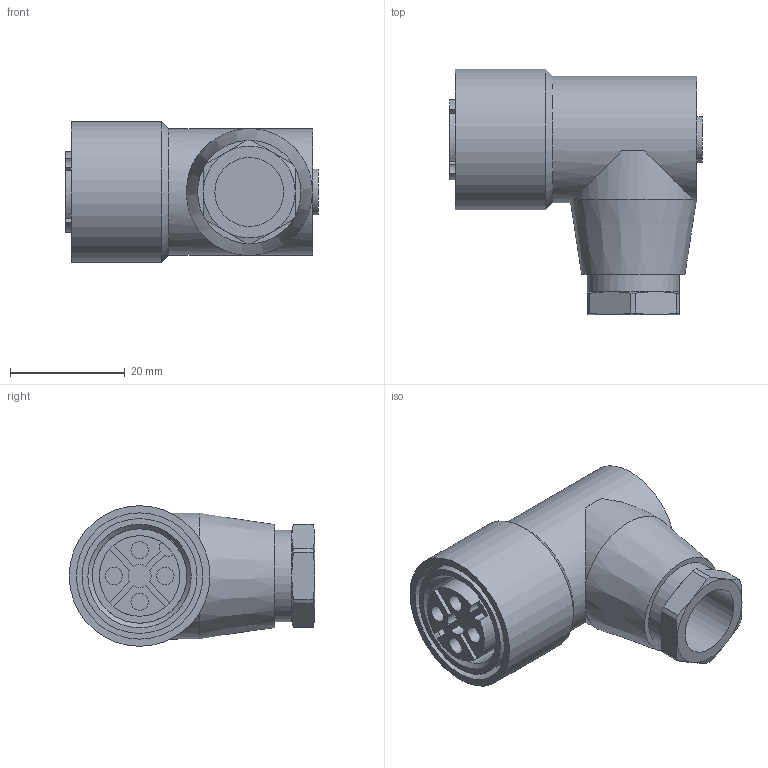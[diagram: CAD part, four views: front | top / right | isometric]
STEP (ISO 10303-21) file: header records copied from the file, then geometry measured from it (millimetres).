
FILE_DESCRIPTION(/* description */ ('STEP AP214'),/* implementation_level */ '2;1');
FILE_NAME(/* name */ '18527_NTSD-WD-9',/* time_stamp */ '2024-09-13T09:39:46+02:00',/* author */ ('License CC BY-ND 4.0'),/* organization */ ('CADENAS'),/* preprocessor_version */ 'ST-DEVELOPER v19.3',/* originating_system */ 'PARTsolutions',/* authorisation */ ' ');
FILE_SCHEMA (('AUTOMOTIVE_DESIGN {1 0 10303 214 3 1 1}'));
Length unit declared in the file: millimetre
Products named in the file (1): 18527 NTSD-WD-9
Bounding box: 44.05 x 42.75 x 24.5 mm (x, y, z)
Volume: 21729.5 mm3; surface area: 7286.5 mm2
Topology: 1 solids, 1 shells, 78 faces, 178 edges, 114 vertices
Faces by surface type: plane 35, cylinder 28, cone 15
Full cylindrical faces by diameter (mm): 3 x4, 8 x1, 12 x1, 14 x1, 16 x1, 16.459 x1, 20 x1, 22 x2, 24.5 x1
Entity records: 2145 total; most frequent: CARTESIAN_POINT 429, DIRECTION 368, ORIENTED_EDGE 314, AXIS2_PLACEMENT_3D 159, EDGE_CURVE 157, VERTEX_POINT 109, EDGE_LOOP 106, FACE_BOUND 106
